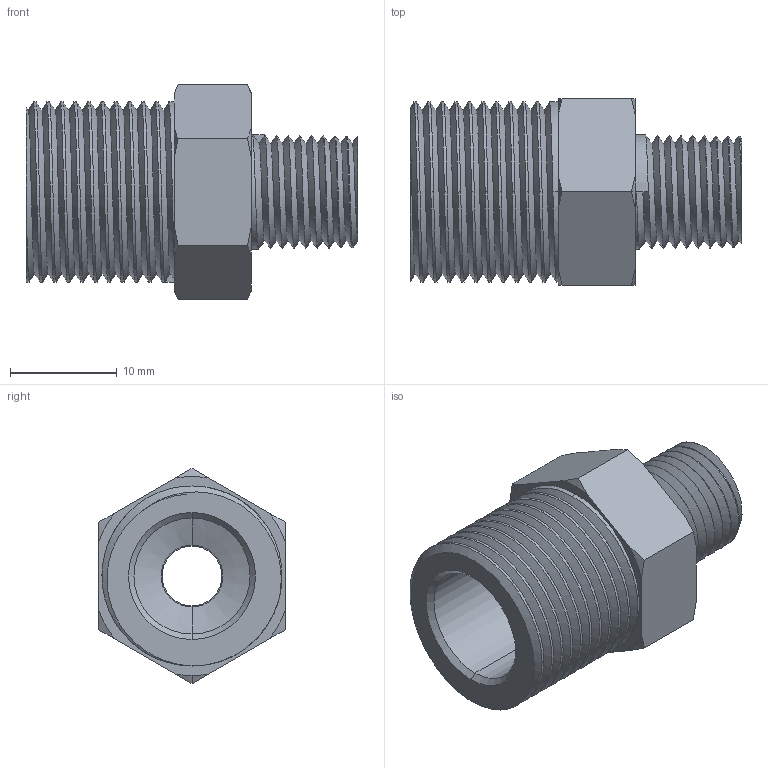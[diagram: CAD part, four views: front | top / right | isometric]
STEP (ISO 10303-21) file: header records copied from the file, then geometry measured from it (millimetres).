
FILE_DESCRIPTION (( 'STEP AP203' ), '1' );
FILE_NAME ('BFMC-38N-18N.step', '2016-02-15T20:05:48', ( '' ), ( '' ), 'SwSTEP 2.0', 'SolidWorks 2015', '' );
FILE_SCHEMA (( 'CONFIG_CONTROL_DESIGN' ));
Length unit declared in the file: inch
Products named in the file (1): BFMC-38N-18N
Bounding box: 31.01 x 17.46 x 20.16 mm (x, y, z)
Volume: 3875.3 mm3; surface area: 3248.4 mm2
Topology: 1 solids, 1 shells, 77 faces, 203 edges, 131 vertices
Faces by surface type: cone 31, cylinder 27, plane 14, bspline 5
Entity records: 5715 total; most frequent: CARTESIAN_POINT 3955, ORIENTED_EDGE 406, DIRECTION 288, EDGE_CURVE 203, VERTEX_POINT 131, AXIS2_PLACEMENT_3D 108, EDGE_LOOP 82, FACE_OUTER_BOUND 77
